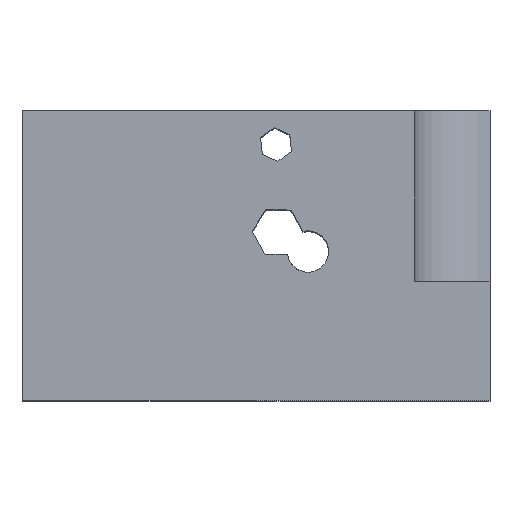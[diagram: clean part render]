
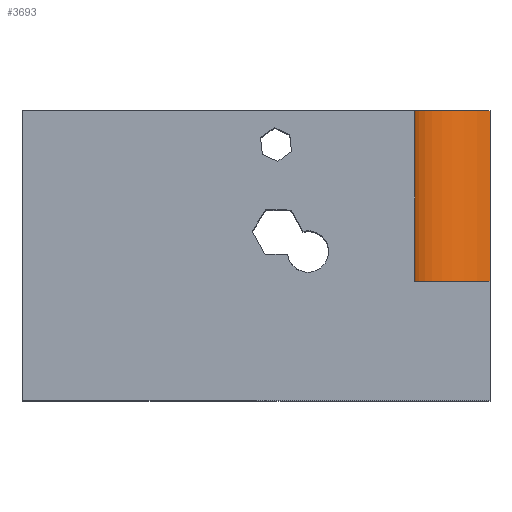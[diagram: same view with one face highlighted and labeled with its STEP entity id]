
A CAD part, top view. The second image highlights one B-rep face of the part: STEP entity #3693.
In plain terms, the highlighted cylindrical face has radius 4.434 mm (diameter 8.868 mm), a partial arc.
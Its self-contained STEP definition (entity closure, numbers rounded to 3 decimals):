
#100 = PLANE('',#101);
#101 = AXIS2_PLACEMENT_3D('',#102,#103,#104);
#102 = CARTESIAN_POINT('',(0.,17.104,0.));
#103 = DIRECTION('',(-0.,1.,0.));
#104 = DIRECTION('',(0.,0.,1.));
#126 = PLANE('',#127);
#127 = AXIS2_PLACEMENT_3D('',#128,#129,#130);
#128 = CARTESIAN_POINT('',(0.,0.,30.582));
#129 = DIRECTION('',(0.,0.,1.));
#130 = DIRECTION('',(1.,0.,-0.));
#402 = PLANE('',#403);
#403 = AXIS2_PLACEMENT_3D('',#404,#405,#406);
#404 = CARTESIAN_POINT('',(27.6,0.,0.));
#405 = DIRECTION('',(1.,0.,-0.));
#406 = DIRECTION('',(0.,0.,1.));
#806 = VERTEX_POINT('',#807);
#807 = CARTESIAN_POINT('',(23.166,17.104,
    30.582));
#854 = VERTEX_POINT('',#855);
#855 = CARTESIAN_POINT('',(23.166,7.025,
    30.582));
#869 = PLANE('',#870);
#870 = AXIS2_PLACEMENT_3D('',#871,#872,#873);
#871 = CARTESIAN_POINT('',(25.771,7.025,
    28.752));
#872 = DIRECTION('',(0.,1.,0.));
#873 = DIRECTION('',(0.,-0.,1.));
#881 = EDGE_CURVE('',#806,#854,#882,.T.);
#882 = SURFACE_CURVE('',#883,(#887,#894),.PCURVE_S1.);
#883 = LINE('',#884,#885);
#884 = CARTESIAN_POINT('',(23.166,17.104,
    30.582));
#885 = VECTOR('',#886,1.);
#886 = DIRECTION('',(0.,-1.,-0.));
#887 = PCURVE('',#126,#888);
#888 = DEFINITIONAL_REPRESENTATION('',(#889),#893);
#889 = LINE('',#890,#891);
#890 = CARTESIAN_POINT('',(23.166,17.104));
#891 = VECTOR('',#892,1.);
#892 = DIRECTION('',(0.,-1.));
#893 = ( GEOMETRIC_REPRESENTATION_CONTEXT(2) 
PARAMETRIC_REPRESENTATION_CONTEXT() REPRESENTATION_CONTEXT('2D SPACE',''
  ) );
#894 = PCURVE('',#895,#900);
#895 = CYLINDRICAL_SURFACE('',#896,4.434);
#896 = AXIS2_PLACEMENT_3D('',#897,#898,#899);
#897 = CARTESIAN_POINT('',(27.6,17.104,
    30.582));
#898 = DIRECTION('',(0.,1.,0.));
#899 = DIRECTION('',(0.,-0.,1.));
#900 = DEFINITIONAL_REPRESENTATION('',(#901),#905);
#901 = LINE('',#902,#903);
#902 = CARTESIAN_POINT('',(4.712,0.));
#903 = VECTOR('',#904,1.);
#904 = DIRECTION('',(0.,-1.));
#905 = ( GEOMETRIC_REPRESENTATION_CONTEXT(2) 
PARAMETRIC_REPRESENTATION_CONTEXT() REPRESENTATION_CONTEXT('2D SPACE',''
  ) );
#1675 = EDGE_CURVE('',#1676,#806,#1678,.T.);
#1676 = VERTEX_POINT('',#1677);
#1677 = CARTESIAN_POINT('',(27.6,17.104,
    26.147));
#1678 = SURFACE_CURVE('',#1679,(#1684,#1691),.PCURVE_S1.);
#1679 = CIRCLE('',#1680,4.434);
#1680 = AXIS2_PLACEMENT_3D('',#1681,#1682,#1683);
#1681 = CARTESIAN_POINT('',(27.6,17.104,
    30.582));
#1682 = DIRECTION('',(0.,1.,0.));
#1683 = DIRECTION('',(0.,-0.,1.));
#1684 = PCURVE('',#100,#1685);
#1685 = DEFINITIONAL_REPRESENTATION('',(#1686),#1690);
#1686 = CIRCLE('',#1687,4.434);
#1687 = AXIS2_PLACEMENT_2D('',#1688,#1689);
#1688 = CARTESIAN_POINT('',(30.582,27.6));
#1689 = DIRECTION('',(1.,0.));
#1690 = ( GEOMETRIC_REPRESENTATION_CONTEXT(2) 
PARAMETRIC_REPRESENTATION_CONTEXT() REPRESENTATION_CONTEXT('2D SPACE',''
  ) );
#1691 = PCURVE('',#895,#1692);
#1692 = DEFINITIONAL_REPRESENTATION('',(#1693),#1697);
#1693 = LINE('',#1694,#1695);
#1694 = CARTESIAN_POINT('',(0.,0.));
#1695 = VECTOR('',#1696,1.);
#1696 = DIRECTION('',(1.,0.));
#1697 = ( GEOMETRIC_REPRESENTATION_CONTEXT(2) 
PARAMETRIC_REPRESENTATION_CONTEXT() REPRESENTATION_CONTEXT('2D SPACE',''
  ) );
#2995 = EDGE_CURVE('',#1676,#2996,#2998,.T.);
#2996 = VERTEX_POINT('',#2997);
#2997 = CARTESIAN_POINT('',(27.6,7.025,
    26.147));
#2998 = SURFACE_CURVE('',#2999,(#3003,#3010),.PCURVE_S1.);
#2999 = LINE('',#3000,#3001);
#3000 = CARTESIAN_POINT('',(27.6,17.104,
    26.147));
#3001 = VECTOR('',#3002,1.);
#3002 = DIRECTION('',(0.,-1.,-0.));
#3003 = PCURVE('',#402,#3004);
#3004 = DEFINITIONAL_REPRESENTATION('',(#3005),#3009);
#3005 = LINE('',#3006,#3007);
#3006 = CARTESIAN_POINT('',(26.147,-17.104));
#3007 = VECTOR('',#3008,1.);
#3008 = DIRECTION('',(0.,1.));
#3009 = ( GEOMETRIC_REPRESENTATION_CONTEXT(2) 
PARAMETRIC_REPRESENTATION_CONTEXT() REPRESENTATION_CONTEXT('2D SPACE',''
  ) );
#3010 = PCURVE('',#895,#3011);
#3011 = DEFINITIONAL_REPRESENTATION('',(#3012),#3016);
#3012 = LINE('',#3013,#3014);
#3013 = CARTESIAN_POINT('',(3.142,0.));
#3014 = VECTOR('',#3015,1.);
#3015 = DIRECTION('',(0.,-1.));
#3016 = ( GEOMETRIC_REPRESENTATION_CONTEXT(2) 
PARAMETRIC_REPRESENTATION_CONTEXT() REPRESENTATION_CONTEXT('2D SPACE',''
  ) );
#3693 = ADVANCED_FACE('21',(#3694),#895,.F.);
#3694 = FACE_BOUND('',#3695,.F.);
#3695 = EDGE_LOOP('',(#3696,#3697,#3719,#3720));
#3696 = ORIENTED_EDGE('',*,*,#2995,.T.);
#3697 = ORIENTED_EDGE('',*,*,#3698,.T.);
#3698 = EDGE_CURVE('',#2996,#854,#3699,.T.);
#3699 = SURFACE_CURVE('',#3700,(#3705,#3712),.PCURVE_S1.);
#3700 = CIRCLE('',#3701,4.434);
#3701 = AXIS2_PLACEMENT_3D('',#3702,#3703,#3704);
#3702 = CARTESIAN_POINT('',(27.6,7.025,
    30.582));
#3703 = DIRECTION('',(0.,1.,0.));
#3704 = DIRECTION('',(0.,-0.,1.));
#3705 = PCURVE('',#895,#3706);
#3706 = DEFINITIONAL_REPRESENTATION('',(#3707),#3711);
#3707 = LINE('',#3708,#3709);
#3708 = CARTESIAN_POINT('',(0.,-10.079));
#3709 = VECTOR('',#3710,1.);
#3710 = DIRECTION('',(1.,0.));
#3711 = ( GEOMETRIC_REPRESENTATION_CONTEXT(2) 
PARAMETRIC_REPRESENTATION_CONTEXT() REPRESENTATION_CONTEXT('2D SPACE',''
  ) );
#3712 = PCURVE('',#869,#3713);
#3713 = DEFINITIONAL_REPRESENTATION('',(#3714),#3718);
#3714 = CIRCLE('',#3715,4.434);
#3715 = AXIS2_PLACEMENT_2D('',#3716,#3717);
#3716 = CARTESIAN_POINT('',(1.83,1.83));
#3717 = DIRECTION('',(1.,0.));
#3718 = ( GEOMETRIC_REPRESENTATION_CONTEXT(2) 
PARAMETRIC_REPRESENTATION_CONTEXT() REPRESENTATION_CONTEXT('2D SPACE',''
  ) );
#3719 = ORIENTED_EDGE('',*,*,#881,.F.);
#3720 = ORIENTED_EDGE('',*,*,#1675,.F.);
